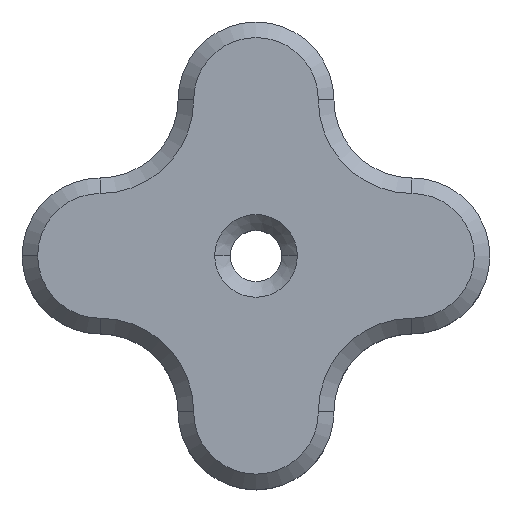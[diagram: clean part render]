
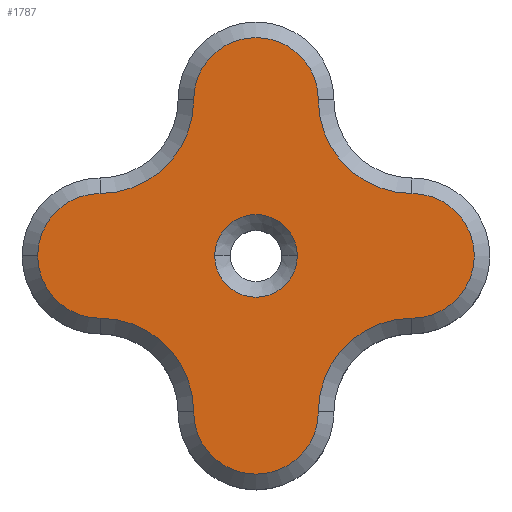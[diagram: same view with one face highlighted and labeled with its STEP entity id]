
A CAD part, top view. The second image highlights one B-rep face of the part: STEP entity #1787.
In plain terms, the highlighted planar face has unit normal (0, 0, 1).
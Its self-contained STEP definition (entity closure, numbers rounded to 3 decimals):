
#62 = DIRECTION ( 'NONE',  ( -1., 0., 0. ) ) ;
#77 = EDGE_CURVE ( 'NONE', #1747, #378, #1380, .T. ) ;
#80 = CIRCLE ( 'NONE', #585, 6. ) ;
#145 = CARTESIAN_POINT ( 'NONE',  ( -10., 10., 10. ) ) ;
#168 = CARTESIAN_POINT ( 'NONE',  ( -4., -10., 10. ) ) ;
#188 = EDGE_CURVE ( 'NONE', #1539, #1575, #1151, .T. ) ;
#217 = DIRECTION ( 'NONE',  ( -1., 0., 0. ) ) ;
#228 = CARTESIAN_POINT ( 'NONE',  ( 10., 0., 10. ) ) ;
#258 = CARTESIAN_POINT ( 'NONE',  ( 4., -10., 10. ) ) ;
#293 = PLANE ( 'NONE',  #566 ) ;
#294 = DIRECTION ( 'NONE',  ( -1., 0., 0. ) ) ;
#315 = DIRECTION ( 'NONE',  ( 0., 0., -1. ) ) ;
#336 = DIRECTION ( 'NONE',  ( -1., 0., 0. ) ) ;
#345 = EDGE_CURVE ( 'NONE', #1565, #1297, #351, .T. ) ;
#351 = CIRCLE ( 'NONE', #707, 4. ) ;
#360 = VERTEX_POINT ( 'NONE', #1013 ) ;
#364 = CIRCLE ( 'NONE', #459, 2.65 ) ;
#368 = CARTESIAN_POINT ( 'NONE',  ( 0., 0., 10. ) ) ;
#378 = VERTEX_POINT ( 'NONE', #258 ) ;
#422 = CARTESIAN_POINT ( 'NONE',  ( -10., -10., 10. ) ) ;
#427 = EDGE_CURVE ( 'NONE', #378, #1930, #862, .T. ) ;
#455 = CIRCLE ( 'NONE', #1416, 6. ) ;
#459 = AXIS2_PLACEMENT_3D ( 'NONE', #368, #1005, #62 ) ;
#485 = EDGE_CURVE ( 'NONE', #1297, #798, #1208, .T. ) ;
#566 = AXIS2_PLACEMENT_3D ( 'NONE', #1093, #912, #336 ) ;
#567 = CARTESIAN_POINT ( 'NONE',  ( -10., -4., 10. ) ) ;
#568 = CARTESIAN_POINT ( 'NONE',  ( -4., 10., 10. ) ) ;
#582 = ORIENTED_EDGE ( 'NONE', *, *, #1120, .T. ) ;
#585 = AXIS2_PLACEMENT_3D ( 'NONE', #422, #1047, #1186 ) ;
#595 = CARTESIAN_POINT ( 'NONE',  ( 10., 10., 10. ) ) ;
#611 = AXIS2_PLACEMENT_3D ( 'NONE', #1748, #1123, #1422 ) ;
#657 = CARTESIAN_POINT ( 'NONE',  ( 0., 0., 10. ) ) ;
#699 = EDGE_CURVE ( 'NONE', #360, #1644, #1852, .T. ) ;
#707 = AXIS2_PLACEMENT_3D ( 'NONE', #1081, #724, #1934 ) ;
#724 = DIRECTION ( 'NONE',  ( 0., 0., 1. ) ) ;
#789 = ORIENTED_EDGE ( 'NONE', *, *, #1585, .T. ) ;
#790 = FACE_OUTER_BOUND ( 'NONE', #1506, .T. ) ;
#798 = VERTEX_POINT ( 'NONE', #1750 ) ;
#833 = EDGE_CURVE ( 'NONE', #1575, #1539, #364, .T. ) ;
#857 = AXIS2_PLACEMENT_3D ( 'NONE', #228, #1124, #217 ) ;
#862 = CIRCLE ( 'NONE', #1116, 6. ) ;
#876 = CARTESIAN_POINT ( 'NONE',  ( -10., 0., 10. ) ) ;
#912 = DIRECTION ( 'NONE',  ( 0., 0., -1. ) ) ;
#932 = CARTESIAN_POINT ( 'NONE',  ( 10., 4., 10. ) ) ;
#935 = DIRECTION ( 'NONE',  ( -1., 0., 0. ) ) ;
#986 = DIRECTION ( 'NONE',  ( -1., 0., 0. ) ) ;
#1005 = DIRECTION ( 'NONE',  ( 0., 0., -1. ) ) ;
#1013 = CARTESIAN_POINT ( 'NONE',  ( -14., 0., 10. ) ) ;
#1035 = CIRCLE ( 'NONE', #611, 4. ) ;
#1047 = DIRECTION ( 'NONE',  ( 0., 0., -1. ) ) ;
#1057 = CARTESIAN_POINT ( 'NONE',  ( 10., -10., 10. ) ) ;
#1081 = CARTESIAN_POINT ( 'NONE',  ( 0., 10., 10. ) ) ;
#1093 = CARTESIAN_POINT ( 'NONE',  ( 0., 0., 10. ) ) ;
#1116 = AXIS2_PLACEMENT_3D ( 'NONE', #1057, #1237, #1959 ) ;
#1120 = EDGE_CURVE ( 'NONE', #1930, #1705, #1142, .T. ) ;
#1123 = DIRECTION ( 'NONE',  ( 0., 0., 1. ) ) ;
#1124 = DIRECTION ( 'NONE',  ( 0., 0., 1. ) ) ;
#1142 = CIRCLE ( 'NONE', #857, 4. ) ;
#1151 = CIRCLE ( 'NONE', #1557, 2.65 ) ;
#1186 = DIRECTION ( 'NONE',  ( -1., 0., 0. ) ) ;
#1204 = ORIENTED_EDGE ( 'NONE', *, *, #1392, .T. ) ;
#1208 = CIRCLE ( 'NONE', #1293, 6. ) ;
#1212 = EDGE_LOOP ( 'NONE', ( #1776, #1395 ) ) ;
#1229 = CARTESIAN_POINT ( 'NONE',  ( 0., -10., 10. ) ) ;
#1237 = DIRECTION ( 'NONE',  ( 0., 0., -1. ) ) ;
#1241 = ORIENTED_EDGE ( 'NONE', *, *, #485, .T. ) ;
#1293 = AXIS2_PLACEMENT_3D ( 'NONE', #145, #315, #935 ) ;
#1297 = VERTEX_POINT ( 'NONE', #568 ) ;
#1313 = ORIENTED_EDGE ( 'NONE', *, *, #427, .T. ) ;
#1380 = CIRCLE ( 'NONE', #1440, 4. ) ;
#1392 = EDGE_CURVE ( 'NONE', #1705, #1565, #455, .T. ) ;
#1395 = ORIENTED_EDGE ( 'NONE', *, *, #833, .T. ) ;
#1416 = AXIS2_PLACEMENT_3D ( 'NONE', #595, #1687, #294 ) ;
#1422 = DIRECTION ( 'NONE',  ( -1., 0., 0. ) ) ;
#1440 = AXIS2_PLACEMENT_3D ( 'NONE', #1229, #1829, #1681 ) ;
#1445 = DIRECTION ( 'NONE',  ( -1., 0., 0. ) ) ;
#1483 = CARTESIAN_POINT ( 'NONE',  ( 4., 10., 10. ) ) ;
#1506 = EDGE_LOOP ( 'NONE', ( #1204, #1912, #1241, #1831, #1807, #789, #1799, #1313, #582 ) ) ;
#1539 = VERTEX_POINT ( 'NONE', #1797 ) ;
#1557 = AXIS2_PLACEMENT_3D ( 'NONE', #657, #1910, #986 ) ;
#1565 = VERTEX_POINT ( 'NONE', #1483 ) ;
#1575 = VERTEX_POINT ( 'NONE', #1815 ) ;
#1585 = EDGE_CURVE ( 'NONE', #1644, #1747, #80, .T. ) ;
#1644 = VERTEX_POINT ( 'NONE', #567 ) ;
#1674 = FACE_BOUND ( 'NONE', #1212, .T. ) ;
#1681 = DIRECTION ( 'NONE',  ( -1., 0., 0. ) ) ;
#1687 = DIRECTION ( 'NONE',  ( 0., 0., -1. ) ) ;
#1698 = AXIS2_PLACEMENT_3D ( 'NONE', #876, #1908, #1445 ) ;
#1705 = VERTEX_POINT ( 'NONE', #932 ) ;
#1747 = VERTEX_POINT ( 'NONE', #168 ) ;
#1748 = CARTESIAN_POINT ( 'NONE',  ( -10., 0., 10. ) ) ;
#1750 = CARTESIAN_POINT ( 'NONE',  ( -10., 4., 10. ) ) ;
#1756 = CARTESIAN_POINT ( 'NONE',  ( 10., -4., 10. ) ) ;
#1776 = ORIENTED_EDGE ( 'NONE', *, *, #188, .T. ) ;
#1787 = ADVANCED_FACE ( 'NONE', ( #1674, #790 ), #293, .F. ) ;
#1797 = CARTESIAN_POINT ( 'NONE',  ( 2.65, 0., 10. ) ) ;
#1799 = ORIENTED_EDGE ( 'NONE', *, *, #77, .T. ) ;
#1807 = ORIENTED_EDGE ( 'NONE', *, *, #699, .T. ) ;
#1815 = CARTESIAN_POINT ( 'NONE',  ( -2.65, 0., 10. ) ) ;
#1824 = EDGE_CURVE ( 'NONE', #798, #360, #1035, .T. ) ;
#1829 = DIRECTION ( 'NONE',  ( 0., 0., 1. ) ) ;
#1831 = ORIENTED_EDGE ( 'NONE', *, *, #1824, .T. ) ;
#1852 = CIRCLE ( 'NONE', #1698, 4. ) ;
#1908 = DIRECTION ( 'NONE',  ( 0., 0., 1. ) ) ;
#1910 = DIRECTION ( 'NONE',  ( 0., 0., -1. ) ) ;
#1912 = ORIENTED_EDGE ( 'NONE', *, *, #345, .T. ) ;
#1930 = VERTEX_POINT ( 'NONE', #1756 ) ;
#1934 = DIRECTION ( 'NONE',  ( -1., 0., 0. ) ) ;
#1959 = DIRECTION ( 'NONE',  ( -1., 0., 0. ) ) ;
